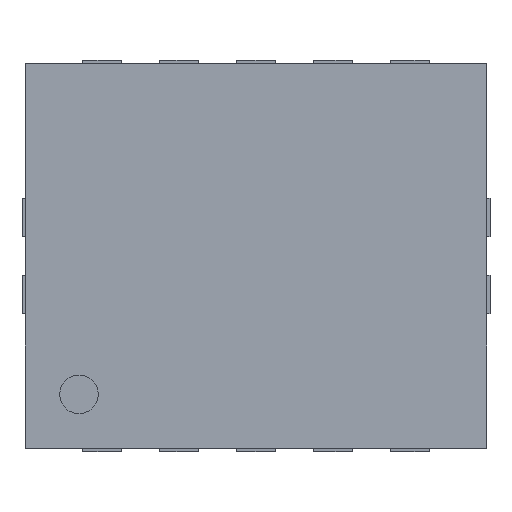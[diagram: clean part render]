
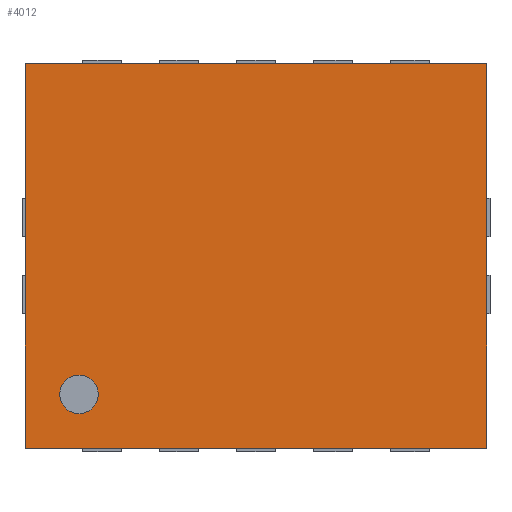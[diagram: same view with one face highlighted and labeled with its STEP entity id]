
A CAD part, top view. The second image highlights one B-rep face of the part: STEP entity #4012.
In plain terms, the highlighted planar face has unit normal (0, 0, 1).
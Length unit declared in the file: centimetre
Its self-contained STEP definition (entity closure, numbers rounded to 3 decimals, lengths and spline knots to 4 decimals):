
#34=CARTESIAN_POINT('',(-0.1275,-0.09,0.085));
#35=VERTEX_POINT('',#34);
#59=CARTESIAN_POINT('',(-0.1025,-0.09,0.085));
#60=VERTEX_POINT('',#59);
#61=CARTESIAN_POINT('',(-0.115,-0.09,0.085));
#62=DIRECTION('',(0.,0.,-1.));
#63=DIRECTION('',(1.,0.,0.));
#64=AXIS2_PLACEMENT_3D('',#61,#62,#63);
#65=CIRCLE('',#64,0.0125);
#66=EDGE_CURVE('',#60,#35,#65,.T.);
#68=CARTESIAN_POINT('',(-0.115,-0.09,0.085));
#69=DIRECTION('',(0.,0.,-1.));
#70=DIRECTION('',(1.,0.,0.));
#71=AXIS2_PLACEMENT_3D('',#68,#69,#70);
#72=CIRCLE('',#71,0.0125);
#73=EDGE_CURVE('',#35,#60,#72,.T.);
#647=CARTESIAN_POINT('',(0.15,0.125,0.085));
#648=VERTEX_POINT('',#647);
#655=CARTESIAN_POINT('',(0.15,-0.125,0.085));
#656=VERTEX_POINT('',#655);
#657=CARTESIAN_POINT('',(0.15,12344.875,0.085));
#658=DIRECTION('',(0.,-1.,0.));
#659=VECTOR('',#658,24690.);
#660=LINE('',#657,#659);
#661=EDGE_CURVE('',#648,#656,#660,.T.);
#3892=CARTESIAN_POINT('',(-0.15,0.125,0.085));
#3893=VERTEX_POINT('',#3892);
#3900=CARTESIAN_POINT('',(-12344.85,0.125,0.085));
#3901=DIRECTION('',(1.,0.,0.));
#3902=VECTOR('',#3901,24690.);
#3903=LINE('',#3900,#3902);
#3904=EDGE_CURVE('',#3893,#648,#3903,.T.);
#3933=CARTESIAN_POINT('',(-0.15,-0.125,0.085));
#3934=VERTEX_POINT('',#3933);
#3941=CARTESIAN_POINT('',(-0.15,-12344.875,0.085));
#3942=DIRECTION('',(-0.,1.,0.));
#3943=VECTOR('',#3942,24690.);
#3944=LINE('',#3941,#3943);
#3945=EDGE_CURVE('',#3934,#3893,#3944,.T.);
#3979=CARTESIAN_POINT('',(12344.85,-0.125,0.085));
#3980=DIRECTION('',(-1.,-0.,0.));
#3981=VECTOR('',#3980,24690.);
#3982=LINE('',#3979,#3981);
#3983=EDGE_CURVE('',#656,#3934,#3982,.T.);
#3997=CARTESIAN_POINT('',(0.,-0.,0.085));
#3998=DIRECTION('',(0.,0.,1.));
#3999=DIRECTION('',(1.,0.,0.));
#4000=AXIS2_PLACEMENT_3D('',#3997,#3998,#3999);
#4001=PLANE('',#4000);
#4002=ORIENTED_EDGE('',*,*,#66,.T.);
#4003=ORIENTED_EDGE('',*,*,#73,.T.);
#4004=EDGE_LOOP('',(#4002,#4003));
#4005=FACE_BOUND('',#4004,.T.);
#4006=ORIENTED_EDGE('',*,*,#3904,.F.);
#4007=ORIENTED_EDGE('',*,*,#3945,.F.);
#4008=ORIENTED_EDGE('',*,*,#3983,.F.);
#4009=ORIENTED_EDGE('',*,*,#661,.F.);
#4010=EDGE_LOOP('',(#4006,#4007,#4008,#4009));
#4011=FACE_BOUND('',#4010,.T.);
#4012=ADVANCED_FACE('',(#4005,#4011),#4001,.T.);
